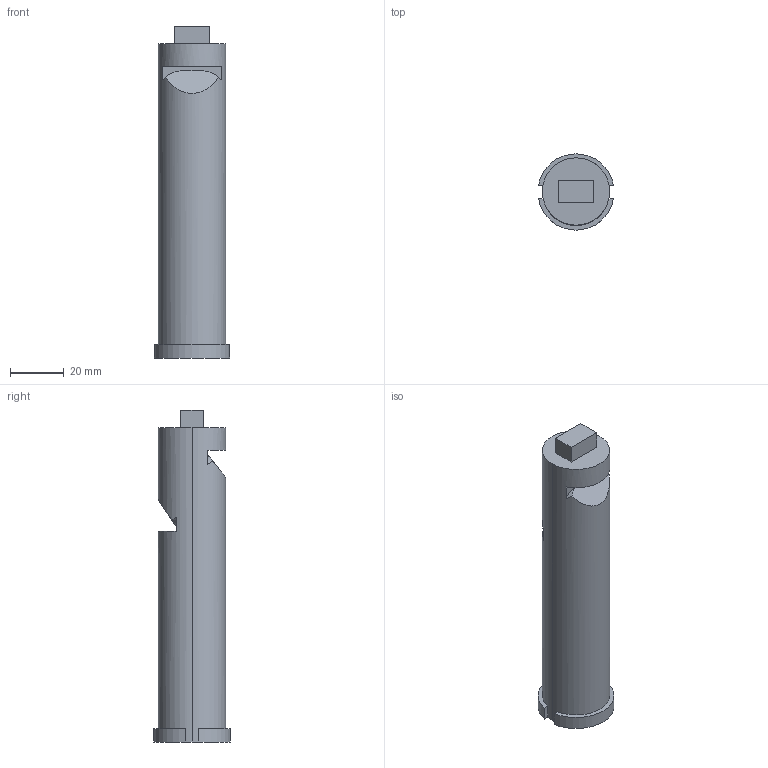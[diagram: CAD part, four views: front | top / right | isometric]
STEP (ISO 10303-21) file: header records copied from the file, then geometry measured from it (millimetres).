
FILE_DESCRIPTION (( 'STEP AP214' ), '1' );
FILE_NAME ('arm-piston-x2.STEP', '2024-04-24T07:27:51', ( '' ), ( '' ), 'SwSTEP 2.0', 'SolidWorks 2023', '' );
FILE_SCHEMA (( 'AUTOMOTIVE_DESIGN' ));
Length unit declared in the file: millimetre
Products named in the file (1): arm-piston-x2
Bounding box: 27.89 x 28.33 x 123.33 mm (x, y, z)
Volume: 57463.8 mm3; surface area: 11001.3 mm2
Topology: 1 solids, 1 shells, 27 faces, 66 edges, 44 vertices
Faces by surface type: plane 19, cylinder 8
Entity records: 849 total; most frequent: CARTESIAN_POINT 192, ORIENTED_EDGE 132, DIRECTION 130, EDGE_CURVE 66, AXIS2_PLACEMENT_3D 46, VERTEX_POINT 44, VECTOR 38, LINE 38
